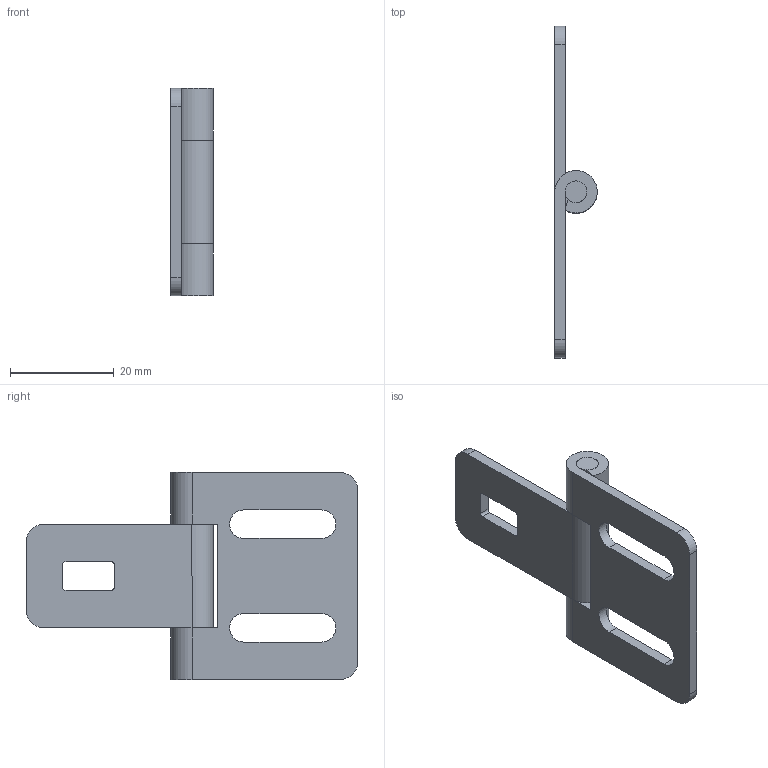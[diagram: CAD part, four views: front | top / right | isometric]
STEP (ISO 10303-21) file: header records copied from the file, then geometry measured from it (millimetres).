
FILE_DESCRIPTION((''),'2;1');
FILE_NAME('SZ0760V.stp','2009-08-24T15:35:02',(''),(''),'Mechanical Desktop 2007','Mechanical Desktop 2007',', , ');
FILE_SCHEMA(('CONFIG_CONTROL_DESIGN'));
Length unit declared in the file: millimetre
Products named in the file (2): SZ0760VA; SZ0760V
Assembly tree (1 placements, depth 2):
  SZ0760VA
    SZ0760V
Bounding box: 8.2 x 64 x 40 mm (x, y, z)
Volume: 4963.8 mm3; surface area: 5924.6 mm2
Topology: 3 solids, 3 shells, 49 faces, 129 edges, 86 vertices
Faces by surface type: plane 26, cylinder 23
Entity records: 1646 total; most frequent: DIRECTION 277, CARTESIAN_POINT 266, ORIENTED_EDGE 258, EDGE_CURVE 129, AXIS2_PLACEMENT_3D 97, VERTEX_POINT 86, VECTOR 83, LINE 83
